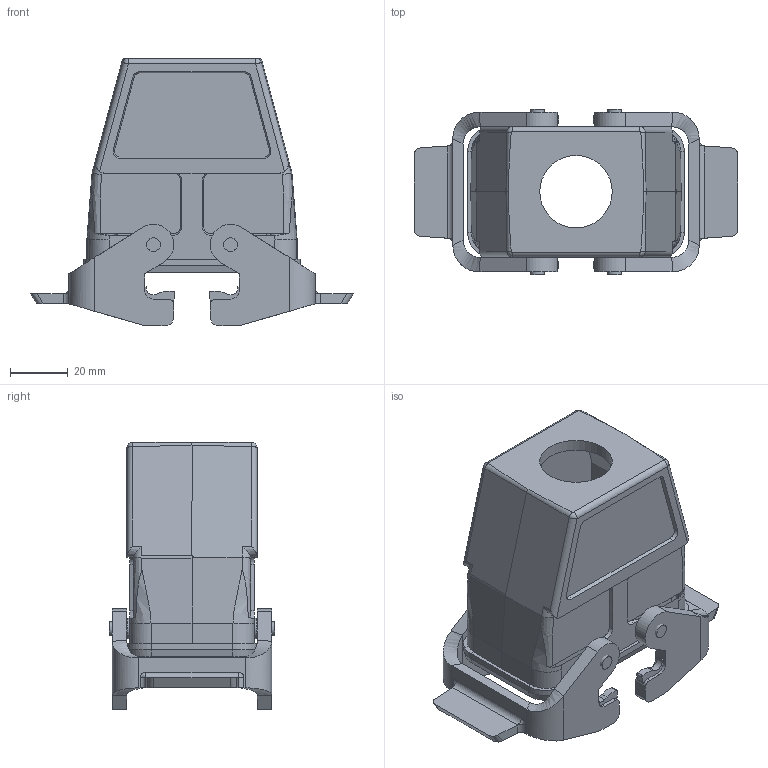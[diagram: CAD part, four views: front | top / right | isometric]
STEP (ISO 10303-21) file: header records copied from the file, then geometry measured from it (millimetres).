
FILE_DESCRIPTION(/* description */ (''),/* implementation_level */ '2;1');
FILE_NAME(/* name */ '100507841ugm000_c.stp',/* time_stamp */ '2021-02-25T08:03:52+01:00',/* author */ (''),/* organization */ (''),/* preprocessor_version */ 'ST-DEVELOPER v16.7',/* originating_system */ 'SIEMENS PLM Software NX 1911',/* authorisation */ '');
FILE_SCHEMA (('AUTOMOTIVE_DESIGN { 1 0 10303 214 3 1 1 1 }'));
Length unit declared in the file: millimetre
Products named in the file (1): 100507841ugm000_c
Bounding box: 111.54 x 57 x 92.3 mm (x, y, z)
Volume: 83628.1 mm3; surface area: 47637.9 mm2
Topology: 3 solids, 3 shells, 469 faces, 1243 edges, 803 vertices
Faces by surface type: plane 294, cylinder 105, cone 37, bspline 29, sphere 4
Full cylindrical faces by diameter (mm): 3 x4, 4.8 x4, 7 x4, 25 x1
Entity records: 17284 total; most frequent: CARTESIAN_POINT 4832, ORIENTED_EDGE 2430, DIRECTION 2248, EDGE_CURVE 1215, LINE 816, VECTOR 816, VERTEX_POINT 792, AXIS2_PLACEMENT_3D 716
